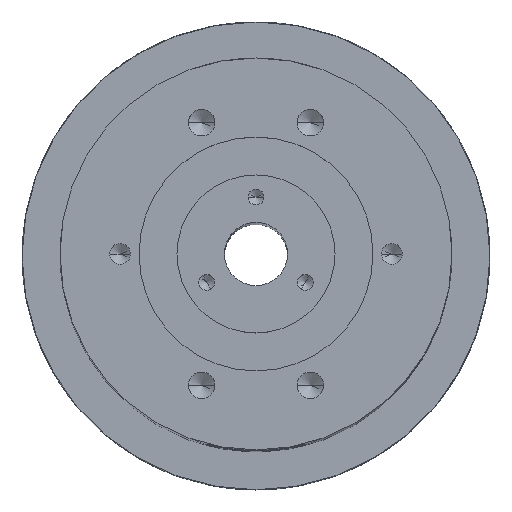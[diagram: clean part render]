
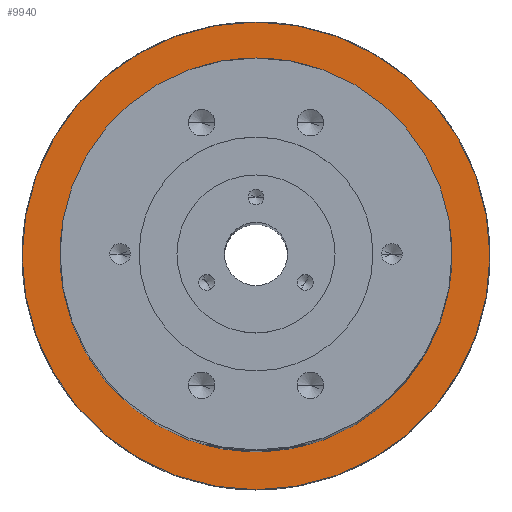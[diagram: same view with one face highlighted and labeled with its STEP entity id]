
A CAD part, top view. The second image highlights one B-rep face of the part: STEP entity #9940.
In plain terms, the highlighted planar face has unit normal (0, 0, 1).
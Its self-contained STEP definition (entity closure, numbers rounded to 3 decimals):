
#115 = CIRCLE ( 'NONE', #9419, 22. ) ;
#273 = DIRECTION ( 'NONE',  ( 0., 0., 1. ) ) ;
#463 = FACE_OUTER_BOUND ( 'NONE', #4265, .T. ) ;
#530 = EDGE_CURVE ( 'NONE', #653, #8035, #115, .T. ) ;
#613 = DIRECTION ( 'NONE',  ( 1., 0., 0. ) ) ;
#653 = VERTEX_POINT ( 'NONE', #7273 ) ;
#681 = CIRCLE ( 'NONE', #3976, 37. ) ;
#1160 = CARTESIAN_POINT ( 'NONE',  ( 0., 0., 19. ) ) ;
#1534 = DIRECTION ( 'NONE',  ( 0., 0., 1. ) ) ;
#1739 = AXIS2_PLACEMENT_3D ( 'NONE', #8387, #3524, #9211 ) ;
#1985 = DIRECTION ( 'NONE',  ( 1., 0., 0. ) ) ;
#2063 = CIRCLE ( 'NONE', #1739, 22. ) ;
#2621 = FACE_BOUND ( 'NONE', #3332, .T. ) ;
#3072 = VERTEX_POINT ( 'NONE', #8275 ) ;
#3193 = EDGE_CURVE ( 'NONE', #8823, #3072, #681, .T. ) ;
#3295 = AXIS2_PLACEMENT_3D ( 'NONE', #6421, #1534, #7234 ) ;
#3332 = EDGE_LOOP ( 'NONE', ( #7051, #3486 ) ) ;
#3486 = ORIENTED_EDGE ( 'NONE', *, *, #3852, .F. ) ;
#3524 = DIRECTION ( 'NONE',  ( 0., 0., 1. ) ) ;
#3525 = CARTESIAN_POINT ( 'NONE',  ( 0., 0., 19. ) ) ;
#3852 = EDGE_CURVE ( 'NONE', #8035, #653, #2063, .T. ) ;
#3976 = AXIS2_PLACEMENT_3D ( 'NONE', #1160, #6862, #1985 ) ;
#4265 = EDGE_LOOP ( 'NONE', ( #7309, #7815 ) ) ;
#4735 = EDGE_CURVE ( 'NONE', #3072, #8823, #7202, .T. ) ;
#5505 = DIRECTION ( 'NONE',  ( 0., 0., 1. ) ) ;
#6421 = CARTESIAN_POINT ( 'NONE',  ( 0., 0., 19. ) ) ;
#6750 = CARTESIAN_POINT ( 'NONE',  ( 37., 0., 19. ) ) ;
#6800 = PLANE ( 'NONE',  #8169 ) ;
#6862 = DIRECTION ( 'NONE',  ( 0., 0., 1. ) ) ;
#7051 = ORIENTED_EDGE ( 'NONE', *, *, #530, .F. ) ;
#7202 = CIRCLE ( 'NONE', #3295, 37. ) ;
#7234 = DIRECTION ( 'NONE',  ( 1., 0., 0. ) ) ;
#7273 = CARTESIAN_POINT ( 'NONE',  ( -22., 0., 19. ) ) ;
#7309 = ORIENTED_EDGE ( 'NONE', *, *, #4735, .T. ) ;
#7613 = DIRECTION ( 'NONE',  ( 1., 0., 0. ) ) ;
#7815 = ORIENTED_EDGE ( 'NONE', *, *, #3193, .T. ) ;
#8035 = VERTEX_POINT ( 'NONE', #10329 ) ;
#8169 = AXIS2_PLACEMENT_3D ( 'NONE', #3525, #273, #7613 ) ;
#8275 = CARTESIAN_POINT ( 'NONE',  ( -37., 0., 19. ) ) ;
#8387 = CARTESIAN_POINT ( 'NONE',  ( 0., 0., 19. ) ) ;
#8823 = VERTEX_POINT ( 'NONE', #6750 ) ;
#9211 = DIRECTION ( 'NONE',  ( 1., 0., 0. ) ) ;
#9419 = AXIS2_PLACEMENT_3D ( 'NONE', #10388, #5505, #613 ) ;
#9940 = ADVANCED_FACE ( 'NONE', ( #463, #2621 ), #6800, .T. ) ;
#10329 = CARTESIAN_POINT ( 'NONE',  ( 22., 0., 19. ) ) ;
#10388 = CARTESIAN_POINT ( 'NONE',  ( 0., 0., 19. ) ) ;
